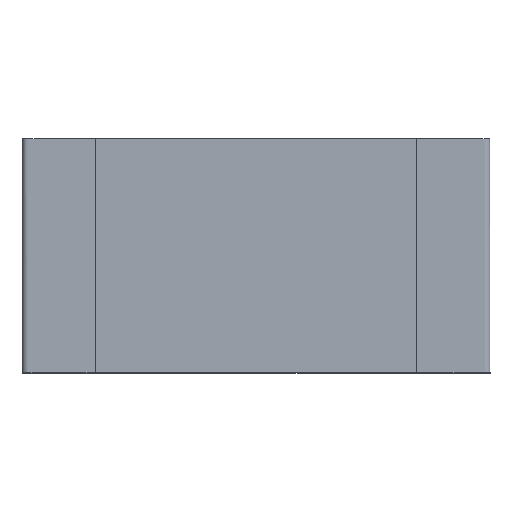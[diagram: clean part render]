
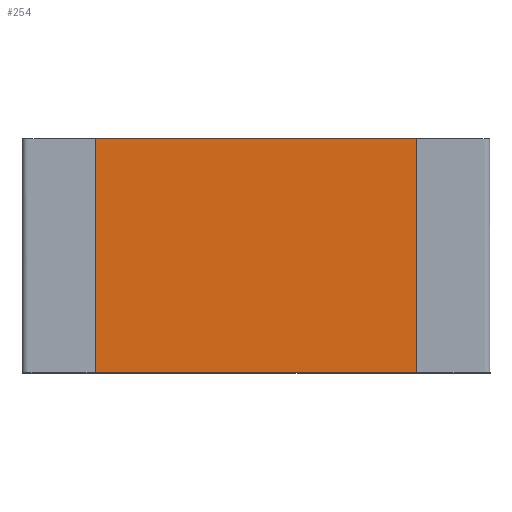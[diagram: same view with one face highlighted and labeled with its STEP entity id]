
A CAD part, top view. The second image highlights one B-rep face of the part: STEP entity #254.
In plain terms, the highlighted free-form (B-spline) face has degree [1, 1] with [2, 2] control points.
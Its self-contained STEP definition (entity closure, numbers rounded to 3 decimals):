
#31 = B_SPLINE_SURFACE_WITH_KNOTS('',1,1,(
    (#32,#33)
    ,(#34,#35
  )),.UNSPECIFIED.,.F.,.F.,.F.,(2,2),(2,2),(-0.05,0.),(0.,
    1.1),.PIECEWISE_BEZIER_KNOTS.);
#32 = CARTESIAN_POINT('',(-0.217,-0.157,0.177));
#33 = CARTESIAN_POINT('',(0.217,-0.157,0.177));
#34 = CARTESIAN_POINT('',(-0.217,-0.157,0.157));
#35 = CARTESIAN_POINT('',(0.217,-0.157,0.157));
#54 = VERTEX_POINT('',#55);
#55 = CARTESIAN_POINT('',(0.217,-0.157,0.177));
#67 = B_SPLINE_SURFACE_WITH_KNOTS('',1,1,(
    (#68,#69)
    ,(#70,#71
  )),.UNSPECIFIED.,.F.,.F.,.F.,(2,2),(2,2),(-0.05,0.),(
    -0.8,0.),.PIECEWISE_BEZIER_KNOTS.);
#68 = CARTESIAN_POINT('',(0.217,0.157,0.157));
#69 = CARTESIAN_POINT('',(0.217,-0.157,0.157));
#70 = CARTESIAN_POINT('',(0.217,0.157,0.177));
#71 = CARTESIAN_POINT('',(0.217,-0.157,0.177));
#78 = EDGE_CURVE('',#54,#79,#81,.T.);
#79 = VERTEX_POINT('',#80);
#80 = CARTESIAN_POINT('',(-0.217,-0.157,0.177));
#81 = SURFACE_CURVE('',#82,(#85,#91),.PCURVE_S1.);
#82 = B_SPLINE_CURVE_WITH_KNOTS('',1,(#83,#84),.UNSPECIFIED.,.F.,.F.,(2,
    2),(1.15,2.25),.PIECEWISE_BEZIER_KNOTS.);
#83 = CARTESIAN_POINT('',(0.217,-0.157,0.177));
#84 = CARTESIAN_POINT('',(-0.217,-0.157,0.177));
#85 = PCURVE('',#31,#86);
#86 = DEFINITIONAL_REPRESENTATION('',(#87),#90);
#87 = B_SPLINE_CURVE_WITH_KNOTS('',1,(#88,#89),.UNSPECIFIED.,.F.,.F.,(2,
    2),(1.15,2.25),.PIECEWISE_BEZIER_KNOTS.);
#88 = CARTESIAN_POINT('',(-0.05,1.1));
#89 = CARTESIAN_POINT('',(-0.05,0.));
#90 = ( GEOMETRIC_REPRESENTATION_CONTEXT(2) 
PARAMETRIC_REPRESENTATION_CONTEXT() REPRESENTATION_CONTEXT('2D SPACE',''
  ) );
#91 = PCURVE('',#92,#97);
#92 = B_SPLINE_SURFACE_WITH_KNOTS('',1,1,(
    (#93,#94)
    ,(#95,#96
    )),.UNSPECIFIED.,.F.,.F.,.F.,(2,2),(2,2),(0.,1.1),(0.,
    0.8),.PIECEWISE_BEZIER_KNOTS.);
#93 = CARTESIAN_POINT('',(-0.217,-0.157,0.177));
#94 = CARTESIAN_POINT('',(-0.217,0.157,0.177));
#95 = CARTESIAN_POINT('',(0.217,-0.157,0.177));
#96 = CARTESIAN_POINT('',(0.217,0.157,0.177));
#97 = DEFINITIONAL_REPRESENTATION('',(#98),#101);
#98 = B_SPLINE_CURVE_WITH_KNOTS('',1,(#99,#100),.UNSPECIFIED.,.F.,.F.,(2
    ,2),(1.15,2.25),.PIECEWISE_BEZIER_KNOTS.);
#99 = CARTESIAN_POINT('',(1.1,0.));
#100 = CARTESIAN_POINT('',(0.,0.));
#101 = ( GEOMETRIC_REPRESENTATION_CONTEXT(2) 
PARAMETRIC_REPRESENTATION_CONTEXT() REPRESENTATION_CONTEXT('2D SPACE',''
  ) );
#115 = B_SPLINE_SURFACE_WITH_KNOTS('',1,1,(
    (#116,#117)
    ,(#118,#119
    )),.UNSPECIFIED.,.F.,.F.,.F.,(2,2),(2,2),(-0.05,0.),(
    -0.8,0.),.PIECEWISE_BEZIER_KNOTS.);
#116 = CARTESIAN_POINT('',(-0.217,0.157,0.177));
#117 = CARTESIAN_POINT('',(-0.217,-0.157,0.177));
#118 = CARTESIAN_POINT('',(-0.217,0.157,0.157));
#119 = CARTESIAN_POINT('',(-0.217,-0.157,0.157));
#129 = EDGE_CURVE('',#79,#130,#132,.T.);
#130 = VERTEX_POINT('',#131);
#131 = CARTESIAN_POINT('',(-0.217,0.157,0.177));
#132 = SURFACE_CURVE('',#133,(#136,#142),.PCURVE_S1.);
#133 = B_SPLINE_CURVE_WITH_KNOTS('',1,(#134,#135),.UNSPECIFIED.,.F.,.F.,
  (2,2),(0.,0.8),.PIECEWISE_BEZIER_KNOTS.);
#134 = CARTESIAN_POINT('',(-0.217,-0.157,0.177));
#135 = CARTESIAN_POINT('',(-0.217,0.157,0.177));
#136 = PCURVE('',#115,#137);
#137 = DEFINITIONAL_REPRESENTATION('',(#138),#141);
#138 = B_SPLINE_CURVE_WITH_KNOTS('',1,(#139,#140),.UNSPECIFIED.,.F.,.F.,
  (2,2),(0.,0.8),.PIECEWISE_BEZIER_KNOTS.);
#139 = CARTESIAN_POINT('',(-0.05,0.));
#140 = CARTESIAN_POINT('',(-0.05,-0.8));
#141 = ( GEOMETRIC_REPRESENTATION_CONTEXT(2) 
PARAMETRIC_REPRESENTATION_CONTEXT() REPRESENTATION_CONTEXT('2D SPACE',''
  ) );
#142 = PCURVE('',#92,#143);
#143 = DEFINITIONAL_REPRESENTATION('',(#144),#147);
#144 = B_SPLINE_CURVE_WITH_KNOTS('',1,(#145,#146),.UNSPECIFIED.,.F.,.F.,
  (2,2),(0.,0.8),.PIECEWISE_BEZIER_KNOTS.);
#145 = CARTESIAN_POINT('',(0.,0.));
#146 = CARTESIAN_POINT('',(0.,0.8));
#147 = ( GEOMETRIC_REPRESENTATION_CONTEXT(2) 
PARAMETRIC_REPRESENTATION_CONTEXT() REPRESENTATION_CONTEXT('2D SPACE',''
  ) );
#163 = B_SPLINE_SURFACE_WITH_KNOTS('',1,1,(
    (#164,#165)
    ,(#166,#167
    )),.UNSPECIFIED.,.F.,.F.,.F.,(2,2),(2,2),(0.,0.05),(0.,
    1.1),.PIECEWISE_BEZIER_KNOTS.);
#164 = CARTESIAN_POINT('',(-0.217,0.157,0.157));
#165 = CARTESIAN_POINT('',(0.217,0.157,0.157));
#166 = CARTESIAN_POINT('',(-0.217,0.157,0.177));
#167 = CARTESIAN_POINT('',(0.217,0.157,0.177));
#197 = EDGE_CURVE('',#130,#198,#200,.T.);
#198 = VERTEX_POINT('',#199);
#199 = CARTESIAN_POINT('',(0.217,0.157,0.177));
#200 = SURFACE_CURVE('',#201,(#204,#210),.PCURVE_S1.);
#201 = B_SPLINE_CURVE_WITH_KNOTS('',1,(#202,#203),.UNSPECIFIED.,.F.,.F.,
  (2,2),(-2.25,-1.15),.PIECEWISE_BEZIER_KNOTS.);
#202 = CARTESIAN_POINT('',(-0.217,0.157,0.177));
#203 = CARTESIAN_POINT('',(0.217,0.157,0.177));
#204 = PCURVE('',#163,#205);
#205 = DEFINITIONAL_REPRESENTATION('',(#206),#209);
#206 = B_SPLINE_CURVE_WITH_KNOTS('',1,(#207,#208),.UNSPECIFIED.,.F.,.F.,
  (2,2),(-2.25,-1.15),.PIECEWISE_BEZIER_KNOTS.);
#207 = CARTESIAN_POINT('',(0.05,0.));
#208 = CARTESIAN_POINT('',(0.05,1.1));
#209 = ( GEOMETRIC_REPRESENTATION_CONTEXT(2) 
PARAMETRIC_REPRESENTATION_CONTEXT() REPRESENTATION_CONTEXT('2D SPACE',''
  ) );
#210 = PCURVE('',#92,#211);
#211 = DEFINITIONAL_REPRESENTATION('',(#212),#215);
#212 = B_SPLINE_CURVE_WITH_KNOTS('',1,(#213,#214),.UNSPECIFIED.,.F.,.F.,
  (2,2),(-2.25,-1.15),.PIECEWISE_BEZIER_KNOTS.);
#213 = CARTESIAN_POINT('',(0.,0.8));
#214 = CARTESIAN_POINT('',(1.1,0.8));
#215 = ( GEOMETRIC_REPRESENTATION_CONTEXT(2) 
PARAMETRIC_REPRESENTATION_CONTEXT() REPRESENTATION_CONTEXT('2D SPACE',''
  ) );
#254 = ADVANCED_FACE('',(#255),#92,.T.);
#255 = FACE_BOUND('',#256,.T.);
#256 = EDGE_LOOP('',(#257,#275,#276,#277));
#257 = ORIENTED_EDGE('',*,*,#258,.T.);
#258 = EDGE_CURVE('',#54,#198,#259,.T.);
#259 = SURFACE_CURVE('',#260,(#263,#269),.PCURVE_S1.);
#260 = B_SPLINE_CURVE_WITH_KNOTS('',1,(#261,#262),.UNSPECIFIED.,.F.,.F.,
  (2,2),(0.,0.8),.PIECEWISE_BEZIER_KNOTS.);
#261 = CARTESIAN_POINT('',(0.217,-0.157,0.177));
#262 = CARTESIAN_POINT('',(0.217,0.157,0.177));
#263 = PCURVE('',#92,#264);
#264 = DEFINITIONAL_REPRESENTATION('',(#265),#268);
#265 = B_SPLINE_CURVE_WITH_KNOTS('',1,(#266,#267),.UNSPECIFIED.,.F.,.F.,
  (2,2),(0.,0.8),.PIECEWISE_BEZIER_KNOTS.);
#266 = CARTESIAN_POINT('',(1.1,0.));
#267 = CARTESIAN_POINT('',(1.1,0.8));
#268 = ( GEOMETRIC_REPRESENTATION_CONTEXT(2) 
PARAMETRIC_REPRESENTATION_CONTEXT() REPRESENTATION_CONTEXT('2D SPACE',''
  ) );
#269 = PCURVE('',#67,#270);
#270 = DEFINITIONAL_REPRESENTATION('',(#271),#274);
#271 = B_SPLINE_CURVE_WITH_KNOTS('',1,(#272,#273),.UNSPECIFIED.,.F.,.F.,
  (2,2),(0.,0.8),.PIECEWISE_BEZIER_KNOTS.);
#272 = CARTESIAN_POINT('',(0.,0.));
#273 = CARTESIAN_POINT('',(0.,-0.8));
#274 = ( GEOMETRIC_REPRESENTATION_CONTEXT(2) 
PARAMETRIC_REPRESENTATION_CONTEXT() REPRESENTATION_CONTEXT('2D SPACE',''
  ) );
#275 = ORIENTED_EDGE('',*,*,#197,.F.);
#276 = ORIENTED_EDGE('',*,*,#129,.F.);
#277 = ORIENTED_EDGE('',*,*,#78,.F.);
